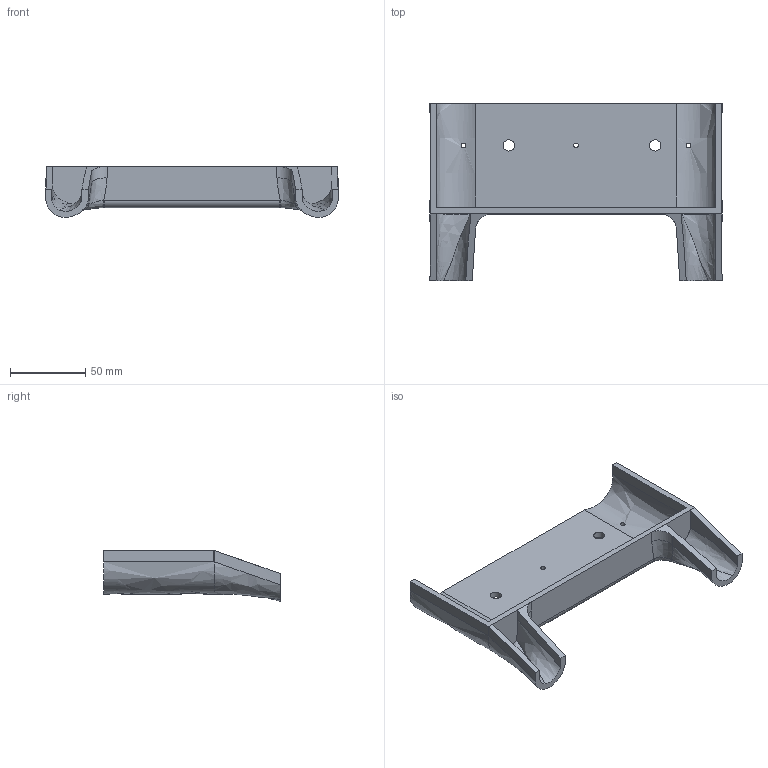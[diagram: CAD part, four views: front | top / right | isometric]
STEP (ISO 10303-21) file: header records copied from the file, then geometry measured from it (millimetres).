
FILE_DESCRIPTION(/* description */ ('STEP AP242 Edition 2','CAx-IF Rec.Pracs.---Representation and Presentation of Product Manufacturing Information (PMI)---4.0---2014-10-13','CAx-IF Rec.Pracs.---3D Tessellated Geometry---0.4---2014-09-14','2;1','CAx-IF Rec.Pracs.---User Defined Attributes---1.5---2016-08-15'),/* implementation_level */ '2;1');
FILE_NAME(/* name */ '694ea8abfc34084a7c699101',/* time_stamp */ '2025-12-26T15:24:27Z',/* author */ (''),/* organization */ (''),/* preprocessor_version */ 'ST-DEVELOPER v20',/* originating_system */ 'ONSHAPE BY PTC INC, 1.208',/* authorisation */ ' ');
FILE_SCHEMA (('AP242_MANAGED_MODEL_BASED_3D_ENGINEERING_MIM_LF { 1 0 10303 442 3 1 4 }'));
Length unit declared in the file: metre
Products named in the file (1): Part 2
Bounding box: 195.09 x 117.94 x 33.93 mm (x, y, z)
Volume: 105805.5 mm3; surface area: 55419.5 mm2
Topology: 1 solids, 1 shells, 60 faces, 188 edges, 130 vertices
Faces by surface type: bspline 28, plane 20, cylinder 10, torus 2
Full cylindrical faces by diameter (mm): 3.2 x3, 7.5 x2
Entity records: 4199 total; most frequent: CARTESIAN_POINT 2730, ORIENTED_EDGE 366, DIRECTION 190, EDGE_CURVE 183, VERTEX_POINT 130, B_SPLINE_CURVE_WITH_KNOTS 89, EDGE_LOOP 75, FACE_BOUND 75
